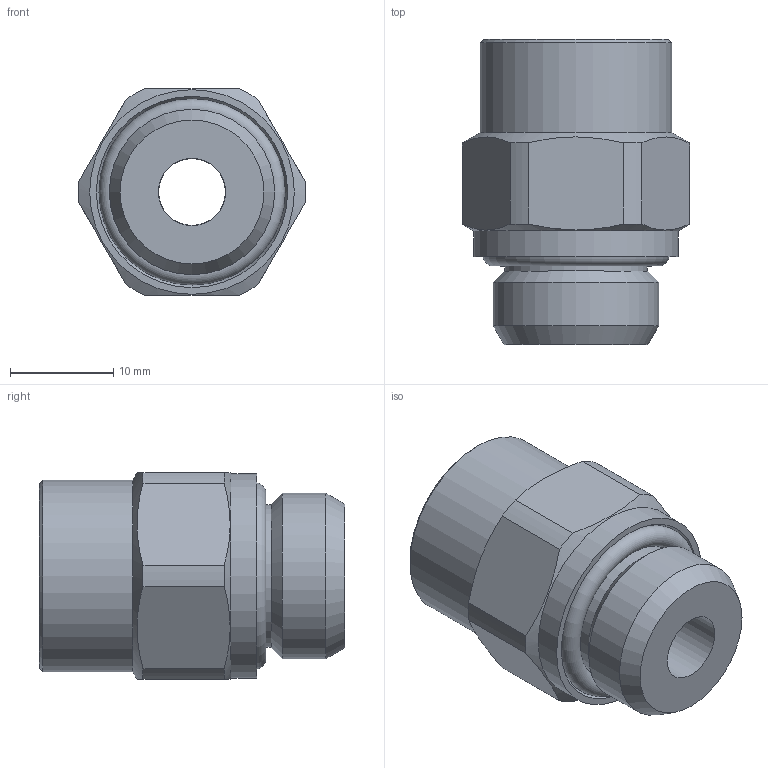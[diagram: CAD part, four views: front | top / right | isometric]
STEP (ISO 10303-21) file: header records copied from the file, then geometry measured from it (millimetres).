
FILE_DESCRIPTION(( 'MAF.12.10.M16X1.5.stp' ), '1');
FILE_NAME( 'MAF.12.10.M16X1.5.stp', '2021-02-19T15:27:50',( 'Sopra'),('sopra-pneumatic.com'), 'SwSTEP 2.0','SolidWorks 2009','' );
FILE_SCHEMA( ( 'AUTOMOTIVE_DESIGN { 1 0 10303 214 1 1 1 1 }' ) );
Length unit declared in the file: millimetre
Products named in the file (2): NONE
Bounding box: 21.99 x 29.5 x 20 mm (x, y, z)
Volume: 6231.8 mm3; surface area: 4416.7 mm2
Topology: 2 solids, 2 shells, 176 faces, 454 edges, 299 vertices
Faces by surface type: plane 80, bspline 67, cylinder 16, cone 10, torus 3
Full cylindrical faces by diameter (mm): 6.45 x1, 6.5 x1, 7.85 x1, 10.15 x2, 13.8 x1, 16 x2, 18.5 x1, 19.8 x1
Entity records: 10048 total; most frequent: CARTESIAN_POINT 4890, ORIENTED_EDGE 856, DIRECTION 540, EDGE_CURVE 428, VERTEX_POINT 297, LINE 238, VECTOR 238, EDGE_LOOP 218
